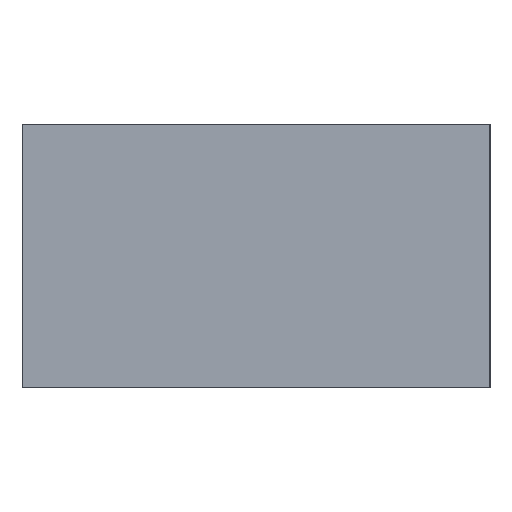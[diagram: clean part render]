
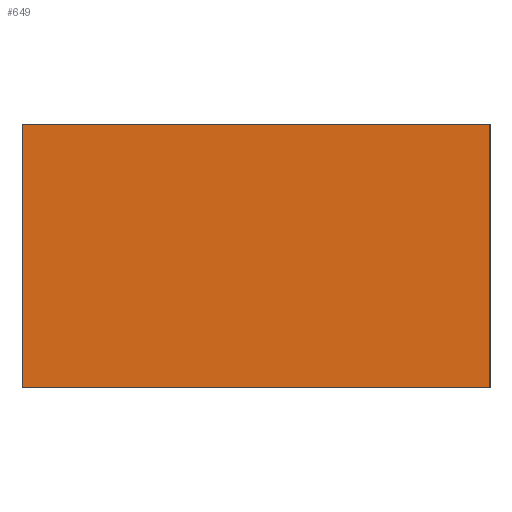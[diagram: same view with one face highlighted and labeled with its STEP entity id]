
A CAD part, left-side view. The second image highlights one B-rep face of the part: STEP entity #649.
In plain terms, the highlighted planar face has unit normal (-1, 0, 0).
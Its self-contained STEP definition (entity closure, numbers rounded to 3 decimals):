
#13 = CARTESIAN_POINT ( 'NONE',  ( -0.81, 0.405, 0.45 ) ) ;
#33 = DIRECTION ( 'NONE',  ( 0., 0., -1. ) ) ;
#227 = CARTESIAN_POINT ( 'NONE',  ( -0.81, -0.395, 0. ) ) ;
#228 = VECTOR ( 'NONE', #385, 1000. ) ;
#249 = DIRECTION ( 'NONE',  ( 1., 0., 0. ) ) ;
#262 = FACE_OUTER_BOUND ( 'NONE', #569, .T. ) ;
#314 = VERTEX_POINT ( 'NONE', #759 ) ;
#367 = ORIENTED_EDGE ( 'NONE', *, *, #730, .T. ) ;
#375 = VECTOR ( 'NONE', #33, 1000. ) ;
#385 = DIRECTION ( 'NONE',  ( 0., -1., 0. ) ) ;
#445 = CARTESIAN_POINT ( 'NONE',  ( -0.81, 0.405, 0.44 ) ) ;
#503 = LINE ( 'NONE', #884, #920 ) ;
#569 = EDGE_LOOP ( 'NONE', ( #1314, #1166, #955, #367 ) ) ;
#588 = VECTOR ( 'NONE', #749, 1000. ) ;
#635 = LINE ( 'NONE', #13, #588 ) ;
#649 = ADVANCED_FACE ( 'NONE', ( #262 ), #874, .F. ) ;
#671 = CARTESIAN_POINT ( 'NONE',  ( -0.81, 0.405, 0.45 ) ) ;
#730 = EDGE_CURVE ( 'NONE', #1254, #1270, #1077, .T. ) ;
#749 = DIRECTION ( 'NONE',  ( 0., -1., 0. ) ) ;
#759 = CARTESIAN_POINT ( 'NONE',  ( -0.81, -0.395, 0.45 ) ) ;
#830 = EDGE_CURVE ( 'NONE', #314, #1270, #503, .T. ) ;
#874 = PLANE ( 'NONE',  #910 ) ;
#884 = CARTESIAN_POINT ( 'NONE',  ( -0.81, -0.395, 0.44 ) ) ;
#910 = AXIS2_PLACEMENT_3D ( 'NONE', #1150, #249, #967 ) ;
#920 = VECTOR ( 'NONE', #1303, 1000. ) ;
#928 = LINE ( 'NONE', #445, #375 ) ;
#955 = ORIENTED_EDGE ( 'NONE', *, *, #1191, .T. ) ;
#967 = DIRECTION ( 'NONE',  ( 0., -1., 0. ) ) ;
#1077 = LINE ( 'NONE', #1282, #228 ) ;
#1132 = CARTESIAN_POINT ( 'NONE',  ( -0.81, 0.405, 0. ) ) ;
#1150 = CARTESIAN_POINT ( 'NONE',  ( -0.81, 0.405, 0.44 ) ) ;
#1166 = ORIENTED_EDGE ( 'NONE', *, *, #1182, .F. ) ;
#1182 = EDGE_CURVE ( 'NONE', #1295, #314, #635, .T. ) ;
#1191 = EDGE_CURVE ( 'NONE', #1295, #1254, #928, .T. ) ;
#1254 = VERTEX_POINT ( 'NONE', #1132 ) ;
#1270 = VERTEX_POINT ( 'NONE', #227 ) ;
#1282 = CARTESIAN_POINT ( 'NONE',  ( -0.81, 0.405, 0. ) ) ;
#1295 = VERTEX_POINT ( 'NONE', #671 ) ;
#1303 = DIRECTION ( 'NONE',  ( 0., 0., -1. ) ) ;
#1314 = ORIENTED_EDGE ( 'NONE', *, *, #830, .F. ) ;
